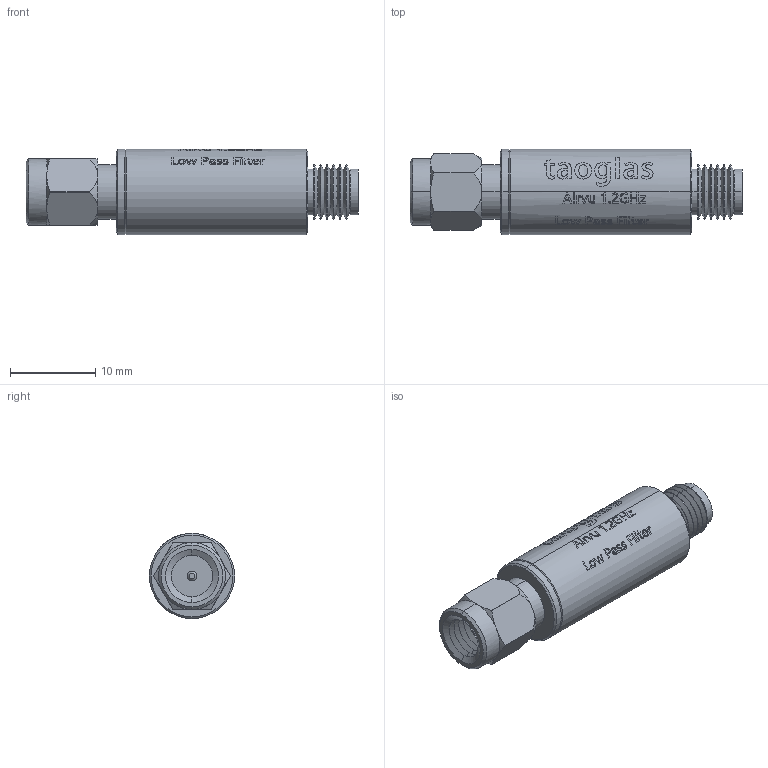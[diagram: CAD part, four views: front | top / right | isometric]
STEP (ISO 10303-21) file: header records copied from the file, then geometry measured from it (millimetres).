
FILE_DESCRIPTION (( 'STEP AP214' ), '1' );
FILE_NAME ('LPF.12.01.STEP', '2018-03-28T07:51:06', ( '' ), ( '' ), 'SwSTEP 2.0', 'SolidWorks 2017', '' );
FILE_SCHEMA (( 'AUTOMOTIVE_DESIGN' ));
Length unit declared in the file: millimetre
Products named in the file (1): LPF.12.01
Bounding box: 39 x 10 x 10 mm (x, y, z)
Volume: 2297.3 mm3; surface area: 1505.9 mm2
Topology: 1 solids, 1 shells, 169 faces, 629 edges, 513 vertices
Faces by surface type: cylinder 80, cone 66, plane 23
Entity records: 10285 total; most frequent: CARTESIAN_POINT 5302, ORIENTED_EDGE 1258, DIRECTION 722, EDGE_CURVE 629, VERTEX_POINT 513, B_SPLINE_CURVE_WITH_KNOTS 383, AXIS2_PLACEMENT_3D 306, EDGE_LOOP 220
